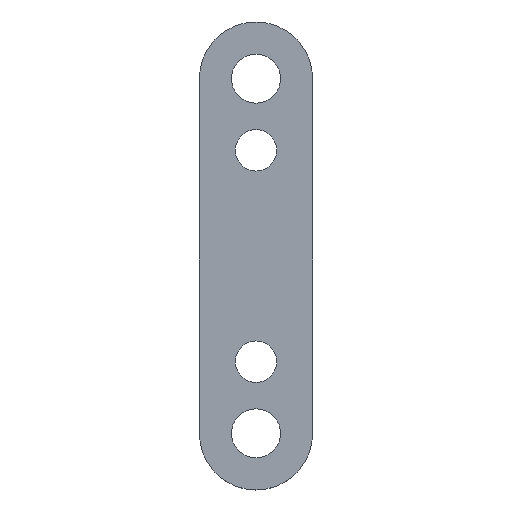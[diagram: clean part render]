
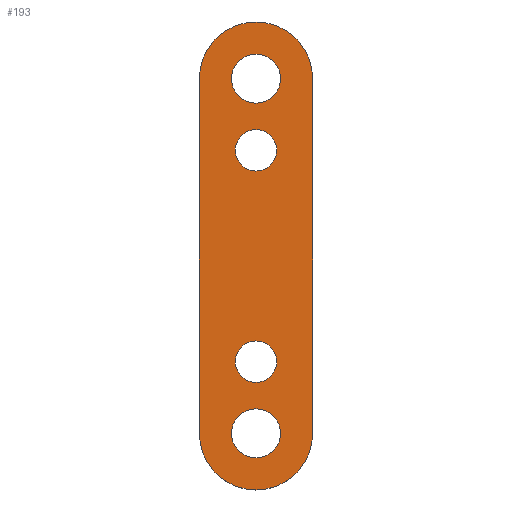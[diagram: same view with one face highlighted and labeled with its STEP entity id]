
A CAD part, top view. The second image highlights one B-rep face of the part: STEP entity #193.
In plain terms, the highlighted planar face has unit normal (0, 0, 1).
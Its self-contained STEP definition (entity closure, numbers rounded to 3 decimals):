
#15=FACE_BOUND('',#46,.T.);
#16=FACE_BOUND('',#47,.T.);
#17=FACE_BOUND('',#48,.T.);
#18=FACE_BOUND('',#49,.T.);
#25=PLANE('',#217);
#35=FACE_OUTER_BOUND('',#45,.T.);
#45=EDGE_LOOP('',(#163,#164,#165,#166));
#46=EDGE_LOOP('',(#167));
#47=EDGE_LOOP('',(#168));
#48=EDGE_LOOP('',(#169));
#49=EDGE_LOOP('',(#170));
#61=LINE('',#309,#73);
#65=LINE('',#321,#77);
#73=VECTOR('',#253,10.);
#77=VECTOR('',#265,10.);
#79=CIRCLE('',#198,6.5);
#81=CIRCLE('',#201,5.5);
#83=CIRCLE('',#204,5.5);
#85=CIRCLE('',#207,6.5);
#88=CIRCLE('',#212,15.);
#90=CIRCLE('',#216,15.);
#91=VERTEX_POINT('',#279);
#93=VERTEX_POINT('',#285);
#95=VERTEX_POINT('',#291);
#97=VERTEX_POINT('',#297);
#101=VERTEX_POINT('',#306);
#102=VERTEX_POINT('',#308);
#104=VERTEX_POINT('',#314);
#106=VERTEX_POINT('',#320);
#107=EDGE_CURVE('',#91,#91,#79,.T.);
#110=EDGE_CURVE('',#93,#93,#81,.T.);
#113=EDGE_CURVE('',#95,#95,#83,.T.);
#116=EDGE_CURVE('',#97,#97,#85,.T.);
#121=EDGE_CURVE('',#102,#101,#61,.T.);
#124=EDGE_CURVE('',#104,#102,#88,.T.);
#127=EDGE_CURVE('',#106,#104,#65,.T.);
#130=EDGE_CURVE('',#101,#106,#90,.T.);
#163=ORIENTED_EDGE('',*,*,#130,.T.);
#164=ORIENTED_EDGE('',*,*,#127,.T.);
#165=ORIENTED_EDGE('',*,*,#124,.T.);
#166=ORIENTED_EDGE('',*,*,#121,.T.);
#167=ORIENTED_EDGE('',*,*,#116,.T.);
#168=ORIENTED_EDGE('',*,*,#113,.T.);
#169=ORIENTED_EDGE('',*,*,#110,.T.);
#170=ORIENTED_EDGE('',*,*,#107,.T.);
#193=ADVANCED_FACE('',(#35,#15,#16,#17,#18),#25,.T.);
#198=AXIS2_PLACEMENT_3D('',#280,#223,#224);
#201=AXIS2_PLACEMENT_3D('',#286,#230,#231);
#204=AXIS2_PLACEMENT_3D('',#292,#237,#238);
#207=AXIS2_PLACEMENT_3D('',#298,#244,#245);
#212=AXIS2_PLACEMENT_3D('',#315,#259,#260);
#216=AXIS2_PLACEMENT_3D('',#325,#271,#272);
#217=AXIS2_PLACEMENT_3D('',#326,#273,#274);
#223=DIRECTION('center_axis',(0.,0.,-1.));
#224=DIRECTION('ref_axis',(1.,0.,0.));
#230=DIRECTION('center_axis',(0.,0.,-1.));
#231=DIRECTION('ref_axis',(1.,0.,0.));
#237=DIRECTION('center_axis',(0.,0.,-1.));
#238=DIRECTION('ref_axis',(1.,0.,0.));
#244=DIRECTION('center_axis',(0.,0.,-1.));
#245=DIRECTION('ref_axis',(1.,0.,0.));
#253=DIRECTION('',(0.,1.,0.));
#259=DIRECTION('center_axis',(0.,0.,1.));
#260=DIRECTION('ref_axis',(-1.,0.,0.));
#265=DIRECTION('',(0.,-1.,0.));
#271=DIRECTION('center_axis',(0.,0.,1.));
#272=DIRECTION('ref_axis',(1.,0.,0.));
#273=DIRECTION('center_axis',(0.,0.,1.));
#274=DIRECTION('ref_axis',(1.,0.,0.));
#279=CARTESIAN_POINT('',(-57.5,47.,2.));
#280=CARTESIAN_POINT('Origin',(-51.,47.,2.));
#285=CARTESIAN_POINT('',(-56.5,28.,2.));
#286=CARTESIAN_POINT('Origin',(-51.,28.,2.));
#291=CARTESIAN_POINT('',(-56.5,-28.,2.));
#292=CARTESIAN_POINT('Origin',(-51.,-28.,2.));
#297=CARTESIAN_POINT('',(-57.5,-47.,2.));
#298=CARTESIAN_POINT('Origin',(-51.,-47.,2.));
#306=CARTESIAN_POINT('',(-36.,47.,2.));
#308=CARTESIAN_POINT('',(-36.,-47.,2.));
#309=CARTESIAN_POINT('',(-36.,-47.,2.));
#314=CARTESIAN_POINT('',(-66.,-47.,2.));
#315=CARTESIAN_POINT('Origin',(-51.,-47.,2.));
#320=CARTESIAN_POINT('',(-66.,47.,2.));
#321=CARTESIAN_POINT('',(-66.,-5.196,2.));
#325=CARTESIAN_POINT('Origin',(-51.,47.,2.));
#326=CARTESIAN_POINT('Origin',(-51.,0.,2.));
